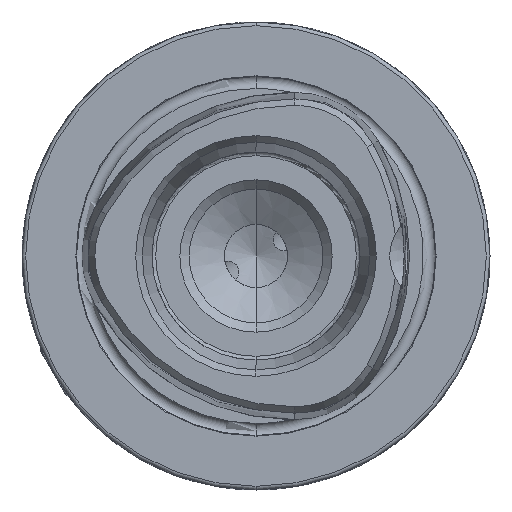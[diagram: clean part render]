
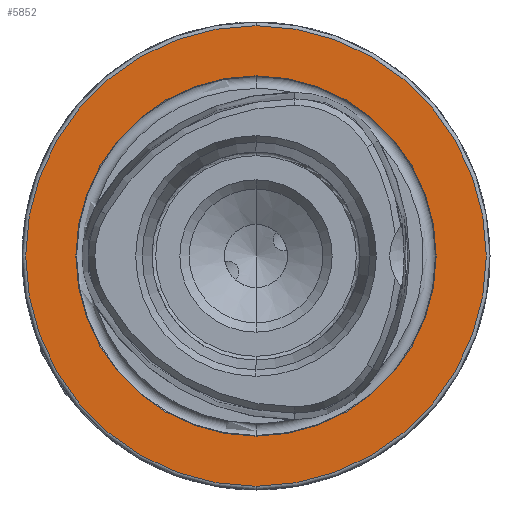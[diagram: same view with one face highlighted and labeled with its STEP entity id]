
A CAD part, left-side view. The second image highlights one B-rep face of the part: STEP entity #5852.
In plain terms, the highlighted planar face has unit normal (-1, 0, 0).
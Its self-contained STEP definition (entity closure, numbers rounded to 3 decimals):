
#435 = AXIS2_PLACEMENT_3D ( 'NONE', #6082, #7137, #4792 ) ;
#634 = DIRECTION ( 'NONE',  ( -1., 0., 0. ) ) ;
#700 = CIRCLE ( 'NONE', #14048, 31. ) ;
#896 = DIRECTION ( 'NONE',  ( 0., 0., -1. ) ) ;
#1027 = CARTESIAN_POINT ( 'NONE',  ( 0., 0., 0. ) ) ;
#1029 = VERTEX_POINT ( 'NONE', #14494 ) ;
#1713 = EDGE_CURVE ( 'NONE', #13775, #9178, #700, .T. ) ;
#1733 = DIRECTION ( 'NONE',  ( 0., 0., 1. ) ) ;
#1800 = EDGE_CURVE ( 'NONE', #9178, #13775, #13307, .T. ) ;
#2293 = AXIS2_PLACEMENT_3D ( 'NONE', #12328, #14630, #896 ) ;
#2802 = EDGE_CURVE ( 'NONE', #9339, #1029, #12601, .T. ) ;
#3395 = FACE_OUTER_BOUND ( 'NONE', #13113, .T. ) ;
#4054 = EDGE_CURVE ( 'NONE', #1029, #9339, #12569, .T. ) ;
#4507 = FACE_BOUND ( 'NONE', #8225, .T. ) ;
#4668 = ORIENTED_EDGE ( 'NONE', *, *, #4054, .F. ) ;
#4792 = DIRECTION ( 'NONE',  ( 0., 0., 1. ) ) ;
#4843 = CARTESIAN_POINT ( 'NONE',  ( 0., 0., 0. ) ) ;
#5852 = ADVANCED_FACE ( 'NONE', ( #4507, #3395 ), #13574, .F. ) ;
#5902 = CARTESIAN_POINT ( 'NONE',  ( 0., 0., 0. ) ) ;
#5911 = AXIS2_PLACEMENT_3D ( 'NONE', #4843, #11937, #7578 ) ;
#6082 = CARTESIAN_POINT ( 'NONE',  ( 0., 0., 0. ) ) ;
#6508 = CARTESIAN_POINT ( 'NONE',  ( 0., 0., 31. ) ) ;
#7056 = DIRECTION ( 'NONE',  ( 0., 0., 1. ) ) ;
#7137 = DIRECTION ( 'NONE',  ( -1., 0., 0. ) ) ;
#7578 = DIRECTION ( 'NONE',  ( 0., 0., 1. ) ) ;
#7936 = ORIENTED_EDGE ( 'NONE', *, *, #2802, .F. ) ;
#8225 = EDGE_LOOP ( 'NONE', ( #4668, #7936 ) ) ;
#9178 = VERTEX_POINT ( 'NONE', #6508 ) ;
#9339 = VERTEX_POINT ( 'NONE', #11512 ) ;
#9395 = ORIENTED_EDGE ( 'NONE', *, *, #1800, .T. ) ;
#10993 = ORIENTED_EDGE ( 'NONE', *, *, #1713, .T. ) ;
#11405 = CARTESIAN_POINT ( 'NONE',  ( 0., 0., -31. ) ) ;
#11512 = CARTESIAN_POINT ( 'NONE',  ( 0., 0., -24.25 ) ) ;
#11937 = DIRECTION ( 'NONE',  ( -1., 0., 0. ) ) ;
#12328 = CARTESIAN_POINT ( 'NONE',  ( 0., 24.25, 0. ) ) ;
#12426 = AXIS2_PLACEMENT_3D ( 'NONE', #1027, #634, #1733 ) ;
#12569 = CIRCLE ( 'NONE', #435, 24.25 ) ;
#12601 = CIRCLE ( 'NONE', #12426, 24.25 ) ;
#13113 = EDGE_LOOP ( 'NONE', ( #9395, #10993 ) ) ;
#13307 = CIRCLE ( 'NONE', #5911, 31. ) ;
#13574 = PLANE ( 'NONE',  #2293 ) ;
#13775 = VERTEX_POINT ( 'NONE', #11405 ) ;
#13902 = DIRECTION ( 'NONE',  ( -1., 0., 0. ) ) ;
#14048 = AXIS2_PLACEMENT_3D ( 'NONE', #5902, #13902, #7056 ) ;
#14494 = CARTESIAN_POINT ( 'NONE',  ( 0., 0., 24.25 ) ) ;
#14630 = DIRECTION ( 'NONE',  ( 1., 0., 0. ) ) ;
